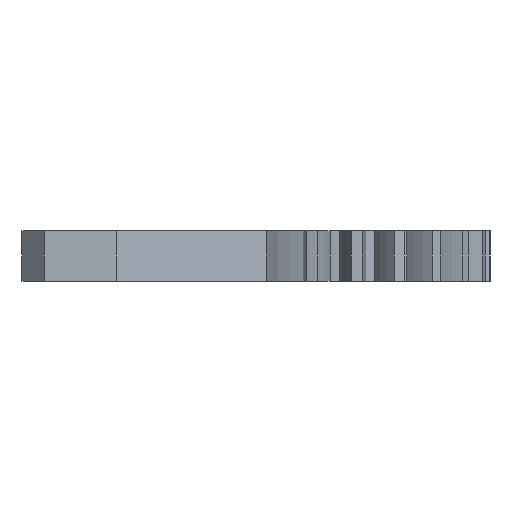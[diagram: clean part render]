
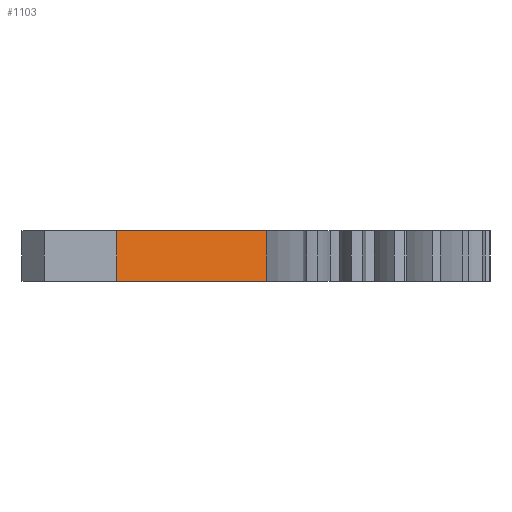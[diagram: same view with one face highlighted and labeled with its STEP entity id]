
A CAD part, left-side view. The second image highlights one B-rep face of the part: STEP entity #1103.
In plain terms, the highlighted planar face has unit normal (-0.892, -0.452, 0).
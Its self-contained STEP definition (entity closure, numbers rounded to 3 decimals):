
#34=PLANE('',#1211);
#56=FACE_OUTER_BOUND('',#115,.T.);
#115=EDGE_LOOP('',(#768,#769,#770,#771));
#195=LINE('',#1832,#266);
#197=LINE('',#1836,#268);
#198=LINE('',#1838,#269);
#199=LINE('',#1839,#270);
#266=VECTOR('',#1447,10.);
#268=VECTOR('',#1451,10.);
#269=VECTOR('',#1452,10.);
#270=VECTOR('',#1453,10.);
#445=VERTEX_POINT('',#1829);
#446=VERTEX_POINT('',#1831);
#447=VERTEX_POINT('',#1835);
#448=VERTEX_POINT('',#1837);
#577=EDGE_CURVE('',#446,#445,#195,.T.);
#579=EDGE_CURVE('',#447,#445,#197,.T.);
#580=EDGE_CURVE('',#448,#447,#198,.T.);
#581=EDGE_CURVE('',#446,#448,#199,.T.);
#768=ORIENTED_EDGE('',*,*,#579,.F.);
#769=ORIENTED_EDGE('',*,*,#580,.F.);
#770=ORIENTED_EDGE('',*,*,#581,.F.);
#771=ORIENTED_EDGE('',*,*,#577,.T.);
#1103=ADVANCED_FACE('',(#56),#34,.T.);
#1211=AXIS2_PLACEMENT_3D('',#1834,#1449,#1450);
#1447=DIRECTION('',(0.,0.,-1.));
#1449=DIRECTION('center_axis',(-0.892,-0.452,0.));
#1450=DIRECTION('ref_axis',(-0.452,0.892,0.));
#1451=DIRECTION('',(-0.452,0.892,0.));
#1452=DIRECTION('',(0.,0.,-1.));
#1453=DIRECTION('',(0.452,-0.892,0.));
#1829=CARTESIAN_POINT('',(-17.326,27.834,0.));
#1831=CARTESIAN_POINT('',(-17.326,27.834,5.));
#1832=CARTESIAN_POINT('',(-17.326,27.834,5.));
#1834=CARTESIAN_POINT('Origin',(-9.205,11.816,5.));
#1835=CARTESIAN_POINT('',(-9.205,11.816,0.));
#1836=CARTESIAN_POINT('',(-12.312,17.944,0.));
#1837=CARTESIAN_POINT('',(-9.205,11.816,5.));
#1838=CARTESIAN_POINT('',(-9.205,11.816,5.));
#1839=CARTESIAN_POINT('',(-17.326,27.834,5.));
